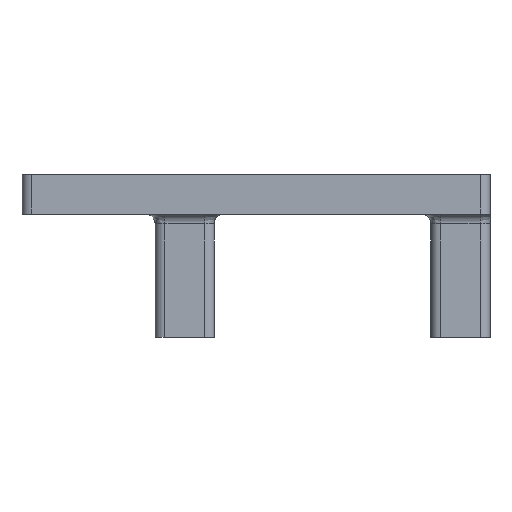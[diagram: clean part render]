
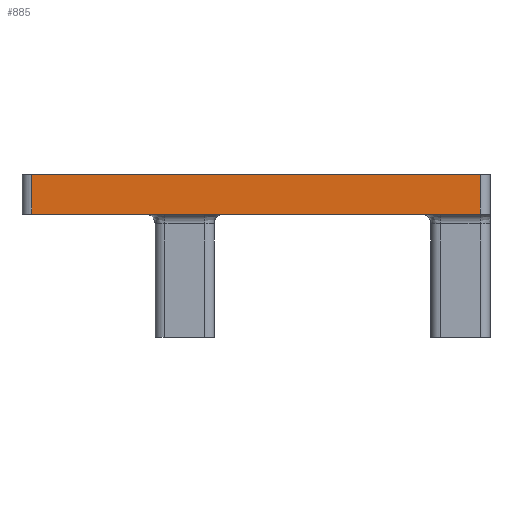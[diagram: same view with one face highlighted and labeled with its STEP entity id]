
A CAD part, front view. The second image highlights one B-rep face of the part: STEP entity #885.
In plain terms, the highlighted free-form (B-spline) face has degree [1, 1] with [2, 2] control points.
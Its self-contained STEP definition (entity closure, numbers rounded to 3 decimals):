
#443 = VERTEX_POINT('',#444);
#444 = CARTESIAN_POINT('',(21.882,-18.702,
    14.702));
#450 = EDGE_CURVE('',#451,#443,#453,.T.);
#451 = VERTEX_POINT('',#452);
#452 = CARTESIAN_POINT('',(-25.321,-18.702,
    14.702));
#453 = B_SPLINE_CURVE_WITH_KNOTS('',1,(#454,#455),.UNSPECIFIED.,.F.,.F.,
  (2,2),(-22.715,22.715),.PIECEWISE_BEZIER_KNOTS.);
#454 = CARTESIAN_POINT('',(-25.321,-18.702,
    14.702));
#455 = CARTESIAN_POINT('',(21.882,-18.702,
    14.702));
#885 = ADVANCED_FACE('',(#886),#908,.F.);
#886 = FACE_BOUND('',#887,.T.);
#887 = EDGE_LOOP('',(#888,#897,#902,#903));
#888 = ORIENTED_EDGE('',*,*,#889,.F.);
#889 = EDGE_CURVE('',#890,#892,#894,.T.);
#890 = VERTEX_POINT('',#891);
#891 = CARTESIAN_POINT('',(-25.321,-18.702,
    18.858));
#892 = VERTEX_POINT('',#893);
#893 = CARTESIAN_POINT('',(21.882,-18.702,
    18.858));
#894 = B_SPLINE_CURVE_WITH_KNOTS('',1,(#895,#896),.UNSPECIFIED.,.F.,.F.,
  (2,2),(-22.715,22.715),.PIECEWISE_BEZIER_KNOTS.);
#895 = CARTESIAN_POINT('',(-25.321,-18.702,
    18.858));
#896 = CARTESIAN_POINT('',(21.882,-18.702,
    18.858));
#897 = ORIENTED_EDGE('',*,*,#898,.T.);
#898 = EDGE_CURVE('',#890,#451,#899,.T.);
#899 = B_SPLINE_CURVE_WITH_KNOTS('',1,(#900,#901),.UNSPECIFIED.,.F.,.F.,
  (2,2),(-0.,4.),.PIECEWISE_BEZIER_KNOTS.);
#900 = CARTESIAN_POINT('',(-25.321,-18.702,
    18.858));
#901 = CARTESIAN_POINT('',(-25.321,-18.702,
    14.702));
#902 = ORIENTED_EDGE('',*,*,#450,.T.);
#903 = ORIENTED_EDGE('',*,*,#904,.F.);
#904 = EDGE_CURVE('',#892,#443,#905,.T.);
#905 = B_SPLINE_CURVE_WITH_KNOTS('',1,(#906,#907),.UNSPECIFIED.,.F.,.F.,
  (2,2),(-0.,4.),.PIECEWISE_BEZIER_KNOTS.);
#906 = CARTESIAN_POINT('',(21.882,-18.702,
    18.858));
#907 = CARTESIAN_POINT('',(21.882,-18.702,
    14.702));
#908 = B_SPLINE_SURFACE_WITH_KNOTS('',1,1,(
    (#909,#910)
    ,(#911,#912
    )),.UNSPECIFIED.,.F.,.F.,.F.,(2,2),(2,2),(-4.,0.),(
    -22.715,22.715),.PIECEWISE_BEZIER_KNOTS.);
#909 = CARTESIAN_POINT('',(-25.321,-18.702,
    14.702));
#910 = CARTESIAN_POINT('',(21.882,-18.702,
    14.702));
#911 = CARTESIAN_POINT('',(-25.321,-18.702,
    18.858));
#912 = CARTESIAN_POINT('',(21.882,-18.702,
    18.858));
